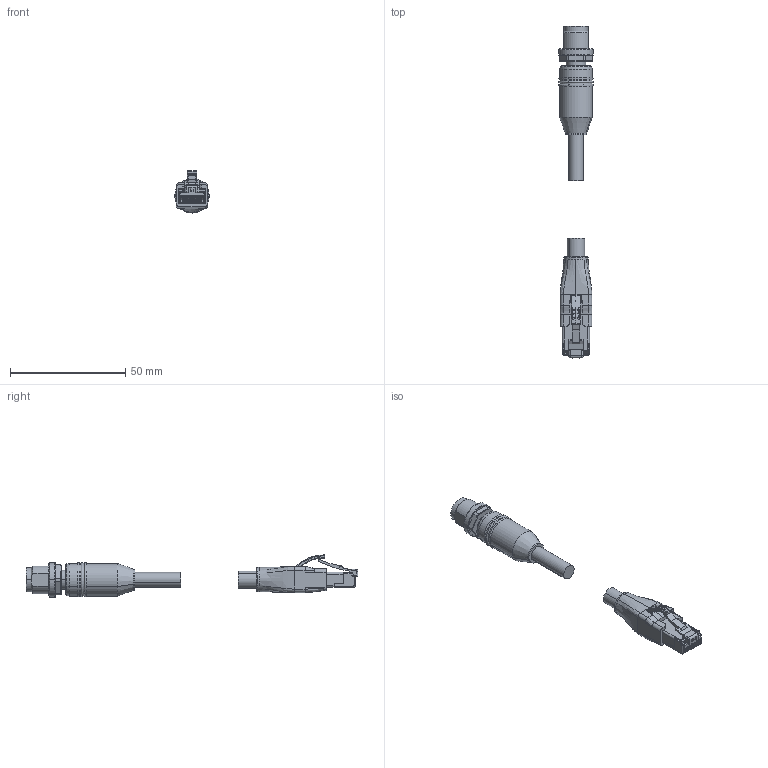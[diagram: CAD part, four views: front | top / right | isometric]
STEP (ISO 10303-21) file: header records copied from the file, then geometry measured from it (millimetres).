
FILE_DESCRIPTION (( 'STEP AP203' ), '1' );
FILE_NAME ('7700-51101-S4X1000.step', '2025-06-04T19:05:59', ( '' ), ( '' ), 'SwSTEP 2.0', 'SolidWorks 2024', '' );
FILE_SCHEMA (( 'CONFIG_CONTROL_DESIGN' ));
Length unit declared in the file: millimetre
Products named in the file (3): 7700-51101-S4X1000; 7700-51101-S4X1000_RJ45; 7700-51101-S4X1000_MALE
Assembly tree (2 placements, depth 2):
  7700-51101-S4X1000
    7700-51101-S4X1000_MALE
    7700-51101-S4X1000_RJ45
Bounding box: 15 x 144.3 x 18.29 mm (x, y, z)
Volume: 11934.7 mm3; surface area: 5963 mm2
Topology: 2 solids, 2 shells, 752 faces, 1948 edges, 1211 vertices
Faces by surface type: plane 352, cylinder 226, bspline 72, torus 70, cone 28, sphere 4
Entity records: 26085 total; most frequent: CARTESIAN_POINT 7865, ORIENTED_EDGE 3884, DIRECTION 3590, EDGE_CURVE 1942, AXIS2_PLACEMENT_3D 1223, VERTEX_POINT 1211, VECTOR 1144, LINE 1144
